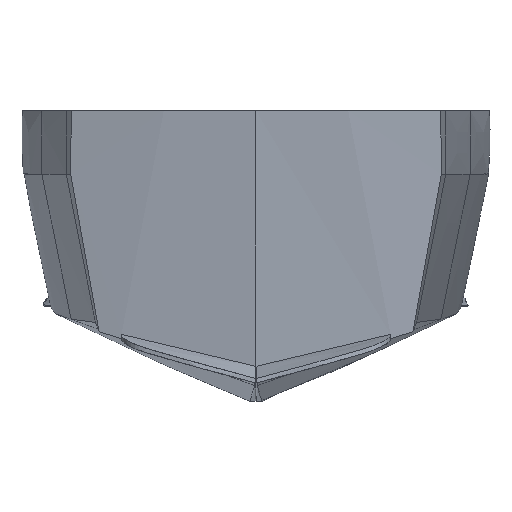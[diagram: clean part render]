
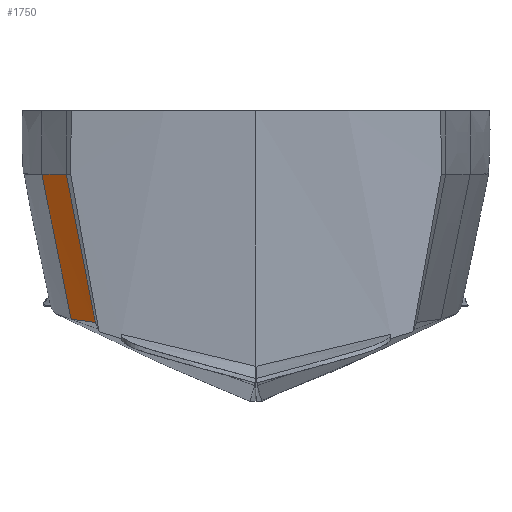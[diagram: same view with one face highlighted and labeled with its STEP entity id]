
A CAD part, left-side view. The second image highlights one B-rep face of the part: STEP entity #1750.
In plain terms, the highlighted free-form (B-spline) face has degree [3, 3] with [4, 6] control points.
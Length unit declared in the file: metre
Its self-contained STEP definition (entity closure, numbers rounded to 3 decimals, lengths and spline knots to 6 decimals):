
#108=FACE_OUTER_BOUND('',#184,.T.);
#184=EDGE_LOOP('',(#1389,#1390,#1391,#1392));
#268=LINE('',#5840,#372);
#372=VECTOR('',#2001,0.01);
#496=B_SPLINE_CURVE_WITH_KNOTS('',3,(#5842,#5843,#5844,#5845,#5846,#5847),
 .UNSPECIFIED.,.F.,.F.,(4,1,1,4),(1.16687,3.955743,6.744616,
7.580722),.UNSPECIFIED.);
#497=B_SPLINE_CURVE_WITH_KNOTS('',3,(#5849,#5850,#5851,#5852),
 .UNSPECIFIED.,.F.,.F.,(4,4),(7.250918,8.335179),
 .UNSPECIFIED.);
#498=B_SPLINE_CURVE_WITH_KNOTS('',3,(#5853,#5854,#5855,#5856,#5857,#5858),
 .UNSPECIFIED.,.F.,.F.,(4,1,1,4),(1.16687,3.955743,6.744616,
7.580722),.UNSPECIFIED.);
#739=VERTEX_POINT('',#5838);
#740=VERTEX_POINT('',#5839);
#741=VERTEX_POINT('',#5841);
#742=VERTEX_POINT('',#5848);
#1057=EDGE_CURVE('',#739,#740,#268,.T.);
#1058=EDGE_CURVE('',#740,#741,#496,.T.);
#1059=EDGE_CURVE('',#742,#741,#497,.T.);
#1060=EDGE_CURVE('',#739,#742,#498,.T.);
#1389=ORIENTED_EDGE('',*,*,#1057,.T.);
#1390=ORIENTED_EDGE('',*,*,#1058,.T.);
#1391=ORIENTED_EDGE('',*,*,#1059,.F.);
#1392=ORIENTED_EDGE('',*,*,#1060,.F.);
#1683=B_SPLINE_SURFACE_WITH_KNOTS('',3,3,((#5814,#5815,#5816,#5817,#5818,
#5819),(#5820,#5821,#5822,#5823,#5824,#5825),(#5826,#5827,#5828,#5829,#5830,
#5831),(#5832,#5833,#5834,#5835,#5836,#5837)),.UNSPECIFIED.,.F.,.F.,.F.,
(4,4),(4,1,1,4),(7.250918,8.335179),(1.16687,3.955743,
6.744616,7.580722),.UNSPECIFIED.);
#1750=ADVANCED_FACE('',(#108),#1683,.T.);
#2001=DIRECTION('',(0.001,0.194,0.981));
#5814=CARTESIAN_POINT('Ctrl Pts',(0.189276,2.865889,1.407815));
#5815=CARTESIAN_POINT('Ctrl Pts',(1.072406,2.931515,1.414105));
#5816=CARTESIAN_POINT('Ctrl Pts',(2.627371,3.052673,1.426326));
#5817=CARTESIAN_POINT('Ctrl Pts',(4.540483,3.203195,1.446187));
#5818=CARTESIAN_POINT('Ctrl Pts',(5.653022,3.2821,1.461184));
#5819=CARTESIAN_POINT('Ctrl Pts',(5.911107,3.299904,1.464844));
#5820=CARTESIAN_POINT('Ctrl Pts',(0.189919,3.04,2.28878));
#5821=CARTESIAN_POINT('Ctrl Pts',(1.072763,3.104875,2.292968));
#5822=CARTESIAN_POINT('Ctrl Pts',(2.627482,3.225052,2.297805));
#5823=CARTESIAN_POINT('Ctrl Pts',(4.542336,3.375786,2.313464));
#5824=CARTESIAN_POINT('Ctrl Pts',(5.655065,3.451767,2.323989));
#5825=CARTESIAN_POINT('Ctrl Pts',(5.91317,3.468875,2.326532));
#5826=CARTESIAN_POINT('Ctrl Pts',(0.190561,3.214111,3.169746));
#5827=CARTESIAN_POINT('Ctrl Pts',(1.07312,3.289503,3.171831));
#5828=CARTESIAN_POINT('Ctrl Pts',(2.627594,3.419104,3.178582));
#5829=CARTESIAN_POINT('Ctrl Pts',(4.537924,3.563335,3.185919));
#5830=CARTESIAN_POINT('Ctrl Pts',(5.650695,3.640317,3.190402));
#5831=CARTESIAN_POINT('Ctrl Pts',(5.908912,3.657711,3.191479));
#5832=CARTESIAN_POINT('Ctrl Pts',(0.191204,3.388223,4.050711));
#5833=CARTESIAN_POINT('Ctrl Pts',(1.073477,3.462858,4.050694));
#5834=CARTESIAN_POINT('Ctrl Pts',(2.627707,3.59216,4.050663));
#5835=CARTESIAN_POINT('Ctrl Pts',(4.537964,3.733291,4.05062));
#5836=CARTESIAN_POINT('Ctrl Pts',(5.650881,3.806985,4.050599));
#5837=CARTESIAN_POINT('Ctrl Pts',(5.909144,3.823618,4.050594));
#5838=CARTESIAN_POINT('',(0.189276,2.865889,1.407815));
#5839=CARTESIAN_POINT('',(0.191204,3.388223,4.050711));
#5840=CARTESIAN_POINT('',(0.189276,2.865889,1.407815));
#5841=CARTESIAN_POINT('',(5.909144,3.823618,4.050594));
#5842=CARTESIAN_POINT('Ctrl Pts',(0.191204,3.388223,4.050711));
#5843=CARTESIAN_POINT('Ctrl Pts',(1.073477,3.462858,4.050694));
#5844=CARTESIAN_POINT('Ctrl Pts',(2.627707,3.59216,4.050663));
#5845=CARTESIAN_POINT('Ctrl Pts',(4.537964,3.733291,4.05062));
#5846=CARTESIAN_POINT('Ctrl Pts',(5.650881,3.806985,4.050599));
#5847=CARTESIAN_POINT('Ctrl Pts',(5.909144,3.823618,4.050594));
#5848=CARTESIAN_POINT('',(5.911107,3.299904,1.464844));
#5849=CARTESIAN_POINT('Ctrl Pts',(5.911107,3.299904,1.464844));
#5850=CARTESIAN_POINT('Ctrl Pts',(5.91317,3.468875,2.326532));
#5851=CARTESIAN_POINT('Ctrl Pts',(5.908912,3.657711,3.191479));
#5852=CARTESIAN_POINT('Ctrl Pts',(5.909144,3.823618,4.050594));
#5853=CARTESIAN_POINT('Ctrl Pts',(0.189276,2.865889,1.407815));
#5854=CARTESIAN_POINT('Ctrl Pts',(1.072406,2.931515,1.414105));
#5855=CARTESIAN_POINT('Ctrl Pts',(2.627371,3.052673,1.426326));
#5856=CARTESIAN_POINT('Ctrl Pts',(4.540483,3.203195,1.446187));
#5857=CARTESIAN_POINT('Ctrl Pts',(5.653022,3.2821,1.461184));
#5858=CARTESIAN_POINT('Ctrl Pts',(5.911107,3.299904,1.464844));
